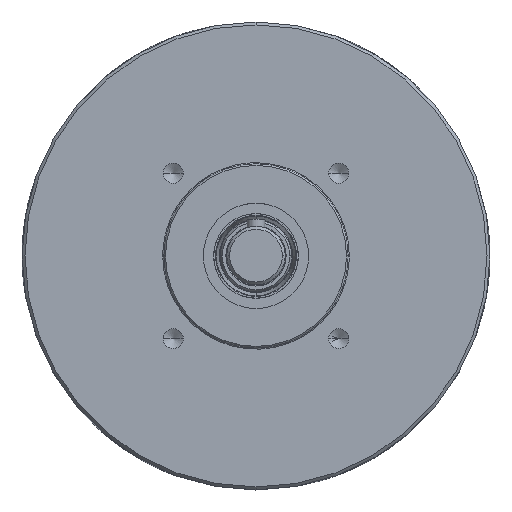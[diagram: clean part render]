
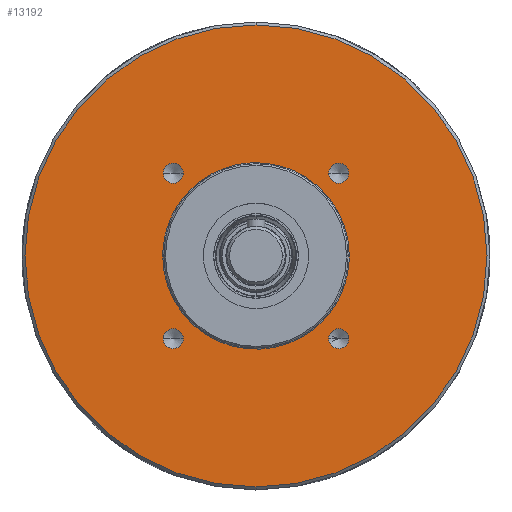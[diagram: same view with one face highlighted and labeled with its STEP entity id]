
A CAD part, top view. The second image highlights one B-rep face of the part: STEP entity #13192.
In plain terms, the highlighted planar face has unit normal (0, 0, 1).
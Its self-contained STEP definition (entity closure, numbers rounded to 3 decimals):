
#288 = DIRECTION ( 'NONE',  ( 0., 0., 1. ) ) ;
#418 = CIRCLE ( 'NONE', #14357, 3.4 ) ;
#577 = DIRECTION ( 'NONE',  ( 1., 0., 0. ) ) ;
#2237 = CARTESIAN_POINT ( 'NONE',  ( -24.884, 28.284, -5. ) ) ;
#3343 = FACE_BOUND ( 'NONE', #12304, .T. ) ;
#3629 = FACE_BOUND ( 'NONE', #46916, .T. ) ;
#4416 = CIRCLE ( 'NONE', #14616, 3.4 ) ;
#4477 = CARTESIAN_POINT ( 'NONE',  ( 31.9, 63.8, -5. ) ) ;
#4525 = AXIS2_PLACEMENT_3D ( 'NONE', #28160, #32801, #10719 ) ;
#4770 = EDGE_CURVE ( 'NONE', #54872, #53521, #29544, .T. ) ;
#5226 = CARTESIAN_POINT ( 'NONE',  ( 24.884, 28.284, -5. ) ) ;
#5256 = CARTESIAN_POINT ( 'NONE',  ( 0., 0., -5. ) ) ;
#5439 = AXIS2_PLACEMENT_3D ( 'NONE', #37607, #31608, #49048 ) ;
#5881 = EDGE_LOOP ( 'NONE', ( #39317, #54149 ) ) ;
#6129 = EDGE_LOOP ( 'NONE', ( #27987, #15436 ) ) ;
#6342 = CIRCLE ( 'NONE', #4525, 3.4 ) ;
#6610 = AXIS2_PLACEMENT_3D ( 'NONE', #16679, #38790, #48070 ) ;
#8096 = CARTESIAN_POINT ( 'NONE',  ( 31.684, -28.284, -5. ) ) ;
#8945 = VERTEX_POINT ( 'NONE', #40135 ) ;
#9451 = VERTEX_POINT ( 'NONE', #33344 ) ;
#9858 = DIRECTION ( 'NONE',  ( 1., 0., 0. ) ) ;
#9876 = CARTESIAN_POINT ( 'NONE',  ( -28.284, 28.284, -5. ) ) ;
#10702 =( BOUNDED_CURVE ( )  B_SPLINE_CURVE ( 3, ( #52638, #12825, #22109, #41026 ),
 .UNSPECIFIED., .F., .F. ) 
 B_SPLINE_CURVE_WITH_KNOTS ( ( 4, 4 ),
 ( 0., 1. ),
 .UNSPECIFIED. ) 
 CURVE ( )  GEOMETRIC_REPRESENTATION_ITEM ( )  RATIONAL_B_SPLINE_CURVE ( ( 1., 0.333, 0.333, 1. ) ) 
 REPRESENTATION_ITEM ( '' )  );
#10719 = DIRECTION ( 'NONE',  ( 1., 0., 0. ) ) ;
#11642 = VERTEX_POINT ( 'NONE', #8096 ) ;
#12304 = EDGE_LOOP ( 'NONE', ( #39400, #25951 ) ) ;
#12324 = FACE_BOUND ( 'NONE', #5881, .T. ) ;
#12445 = VERTEX_POINT ( 'NONE', #45078 ) ;
#12608 = FACE_BOUND ( 'NONE', #13206, .T. ) ;
#12746 = DIRECTION ( 'NONE',  ( 0., 0., -1. ) ) ;
#12758 = AXIS2_PLACEMENT_3D ( 'NONE', #52565, #12746, #21740 ) ;
#12825 = CARTESIAN_POINT ( 'NONE',  ( -31.9, -63.8, -5. ) ) ;
#13192 = ADVANCED_FACE ( 'NONE', ( #38510, #3629, #12608, #3343, #21027, #12324 ), #30340, .F. ) ;
#13206 = EDGE_LOOP ( 'NONE', ( #31987, #22105 ) ) ;
#13961 = DIRECTION ( 'NONE',  ( 0., 0., -1. ) ) ;
#14357 = AXIS2_PLACEMENT_3D ( 'NONE', #23304, #19994, #29306 ) ;
#14616 = AXIS2_PLACEMENT_3D ( 'NONE', #22636, #53448, #577 ) ;
#15349 = DIRECTION ( 'NONE',  ( 0., 0., 1. ) ) ;
#15436 = ORIENTED_EDGE ( 'NONE', *, *, #34511, .F. ) ;
#15933 = ORIENTED_EDGE ( 'NONE', *, *, #4770, .F. ) ;
#16242 = VERTEX_POINT ( 'NONE', #5226 ) ;
#16458 = CIRCLE ( 'NONE', #48963, 3.4 ) ;
#16679 = CARTESIAN_POINT ( 'NONE',  ( 0., 31.9, -5. ) ) ;
#17450 = CIRCLE ( 'NONE', #5439, 3.4 ) ;
#17465 = CIRCLE ( 'NONE', #40689, 3.4 ) ;
#18278 = CIRCLE ( 'NONE', #35947, 79. ) ;
#19994 = DIRECTION ( 'NONE',  ( 0., 0., 1. ) ) ;
#20862 = CARTESIAN_POINT ( 'NONE',  ( 0., -79., -5. ) ) ;
#21027 = FACE_BOUND ( 'NONE', #23692, .T. ) ;
#21740 = DIRECTION ( 'NONE',  ( 0., 1., 0. ) ) ;
#21942 = EDGE_CURVE ( 'NONE', #32194, #53405, #6342, .T. ) ;
#22003 = EDGE_CURVE ( 'NONE', #51431, #11642, #17465, .T. ) ;
#22024 = CARTESIAN_POINT ( 'NONE',  ( 31.684, 28.284, -5. ) ) ;
#22105 = ORIENTED_EDGE ( 'NONE', *, *, #55198, .F. ) ;
#22109 = CARTESIAN_POINT ( 'NONE',  ( 31.9, -63.8, -5. ) ) ;
#22455 = CARTESIAN_POINT ( 'NONE',  ( -31.9, 63.8, -5. ) ) ;
#22636 = CARTESIAN_POINT ( 'NONE',  ( -28.284, -28.284, -5. ) ) ;
#23061 = ORIENTED_EDGE ( 'NONE', *, *, #30626, .F. ) ;
#23223 = CARTESIAN_POINT ( 'NONE',  ( 28.284, -28.284, -5. ) ) ;
#23227 = DIRECTION ( 'NONE',  ( 1., 0., 0. ) ) ;
#23304 = CARTESIAN_POINT ( 'NONE',  ( 28.284, 28.284, -5. ) ) ;
#23692 = EDGE_LOOP ( 'NONE', ( #28750, #39752 ) ) ;
#23789 = DIRECTION ( 'NONE',  ( 1., 0., 0. ) ) ;
#25951 = ORIENTED_EDGE ( 'NONE', *, *, #22003, .F. ) ;
#27104 = EDGE_CURVE ( 'NONE', #9451, #12445, #57507, .T. ) ;
#27435 = CARTESIAN_POINT ( 'NONE',  ( -31.684, 28.284, -5. ) ) ;
#27987 = ORIENTED_EDGE ( 'NONE', *, *, #50162, .F. ) ;
#28120 = DIRECTION ( 'NONE',  ( 1., 0., 0. ) ) ;
#28160 = CARTESIAN_POINT ( 'NONE',  ( -28.284, 28.284, -5. ) ) ;
#28750 = ORIENTED_EDGE ( 'NONE', *, *, #48926, .F. ) ;
#29195 = VERTEX_POINT ( 'NONE', #20862 ) ;
#29306 = DIRECTION ( 'NONE',  ( 1., 0., 0. ) ) ;
#29544 =( BOUNDED_CURVE ( )  B_SPLINE_CURVE ( 3, ( #32059, #4477, #22455, #39918 ),
 .UNSPECIFIED., .F., .F. ) 
 B_SPLINE_CURVE_WITH_KNOTS ( ( 4, 4 ),
 ( 0., 1. ),
 .UNSPECIFIED. ) 
 CURVE ( )  GEOMETRIC_REPRESENTATION_ITEM ( )  RATIONAL_B_SPLINE_CURVE ( ( 1., 0.333, 0.333, 1. ) ) 
 REPRESENTATION_ITEM ( '' )  );
#30340 = PLANE ( 'NONE',  #6610 ) ;
#30626 = EDGE_CURVE ( 'NONE', #53521, #54872, #10702, .T. ) ;
#31608 = DIRECTION ( 'NONE',  ( 0., 0., 1. ) ) ;
#31631 = CARTESIAN_POINT ( 'NONE',  ( 24.884, -28.284, -5. ) ) ;
#31987 = ORIENTED_EDGE ( 'NONE', *, *, #27104, .F. ) ;
#32059 = CARTESIAN_POINT ( 'NONE',  ( 31.9, 0., -5. ) ) ;
#32194 = VERTEX_POINT ( 'NONE', #27435 ) ;
#32801 = DIRECTION ( 'NONE',  ( 0., 0., 1. ) ) ;
#32938 = CARTESIAN_POINT ( 'NONE',  ( 31.9, 0., -5. ) ) ;
#33344 = CARTESIAN_POINT ( 'NONE',  ( -24.884, -28.284, -5. ) ) ;
#34511 = EDGE_CURVE ( 'NONE', #29195, #8945, #42470, .T. ) ;
#35947 = AXIS2_PLACEMENT_3D ( 'NONE', #5256, #13961, #40401 ) ;
#36007 = CARTESIAN_POINT ( 'NONE',  ( 28.284, 28.284, -5. ) ) ;
#37607 = CARTESIAN_POINT ( 'NONE',  ( 28.284, -28.284, -5. ) ) ;
#38510 = FACE_OUTER_BOUND ( 'NONE', #6129, .T. ) ;
#38790 = DIRECTION ( 'NONE',  ( 0., 0., -1. ) ) ;
#39317 = ORIENTED_EDGE ( 'NONE', *, *, #55171, .F. ) ;
#39400 = ORIENTED_EDGE ( 'NONE', *, *, #52947, .F. ) ;
#39752 = ORIENTED_EDGE ( 'NONE', *, *, #44451, .F. ) ;
#39918 = CARTESIAN_POINT ( 'NONE',  ( -31.9, 0., -5. ) ) ;
#40135 = CARTESIAN_POINT ( 'NONE',  ( 0., 79., -5. ) ) ;
#40401 = DIRECTION ( 'NONE',  ( 0., 1., 0. ) ) ;
#40689 = AXIS2_PLACEMENT_3D ( 'NONE', #23223, #15349, #23789 ) ;
#40944 = VERTEX_POINT ( 'NONE', #22024 ) ;
#41026 = CARTESIAN_POINT ( 'NONE',  ( 31.9, 0., -5. ) ) ;
#41212 = CARTESIAN_POINT ( 'NONE',  ( -28.284, -28.284, -5. ) ) ;
#42470 = CIRCLE ( 'NONE', #12758, 79. ) ;
#43582 = AXIS2_PLACEMENT_3D ( 'NONE', #36007, #49668, #9858 ) ;
#44451 = EDGE_CURVE ( 'NONE', #16242, #40944, #48236, .T. ) ;
#45078 = CARTESIAN_POINT ( 'NONE',  ( -31.684, -28.284, -5. ) ) ;
#46916 = EDGE_LOOP ( 'NONE', ( #23061, #15933 ) ) ;
#48070 = DIRECTION ( 'NONE',  ( -1., 0., 0. ) ) ;
#48236 = CIRCLE ( 'NONE', #43582, 3.4 ) ;
#48687 = CARTESIAN_POINT ( 'NONE',  ( -31.9, 0., -5. ) ) ;
#48926 = EDGE_CURVE ( 'NONE', #40944, #16242, #418, .T. ) ;
#48963 = AXIS2_PLACEMENT_3D ( 'NONE', #9876, #288, #23227 ) ;
#49048 = DIRECTION ( 'NONE',  ( 1., 0., 0. ) ) ;
#49668 = DIRECTION ( 'NONE',  ( 0., 0., 1. ) ) ;
#50162 = EDGE_CURVE ( 'NONE', #8945, #29195, #18278, .T. ) ;
#50223 = DIRECTION ( 'NONE',  ( 0., 0., 1. ) ) ;
#51431 = VERTEX_POINT ( 'NONE', #31631 ) ;
#52565 = CARTESIAN_POINT ( 'NONE',  ( 0., 0., -5. ) ) ;
#52638 = CARTESIAN_POINT ( 'NONE',  ( -31.9, 0., -5. ) ) ;
#52947 = EDGE_CURVE ( 'NONE', #11642, #51431, #17450, .T. ) ;
#53405 = VERTEX_POINT ( 'NONE', #2237 ) ;
#53448 = DIRECTION ( 'NONE',  ( 0., 0., 1. ) ) ;
#53521 = VERTEX_POINT ( 'NONE', #48687 ) ;
#54149 = ORIENTED_EDGE ( 'NONE', *, *, #21942, .F. ) ;
#54872 = VERTEX_POINT ( 'NONE', #32938 ) ;
#55171 = EDGE_CURVE ( 'NONE', #53405, #32194, #16458, .T. ) ;
#55198 = EDGE_CURVE ( 'NONE', #12445, #9451, #4416, .T. ) ;
#55646 = AXIS2_PLACEMENT_3D ( 'NONE', #41212, #50223, #28120 ) ;
#57507 = CIRCLE ( 'NONE', #55646, 3.4 ) ;
